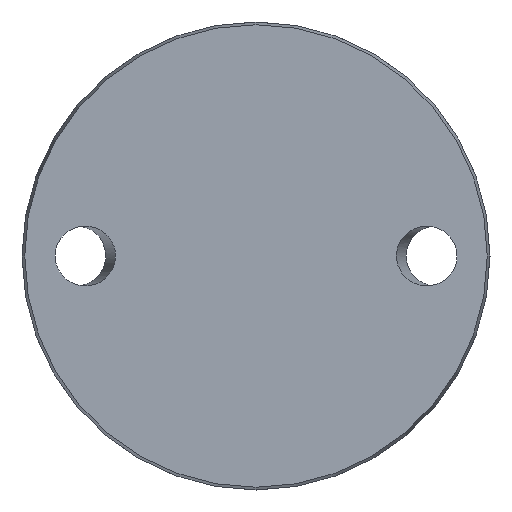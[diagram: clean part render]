
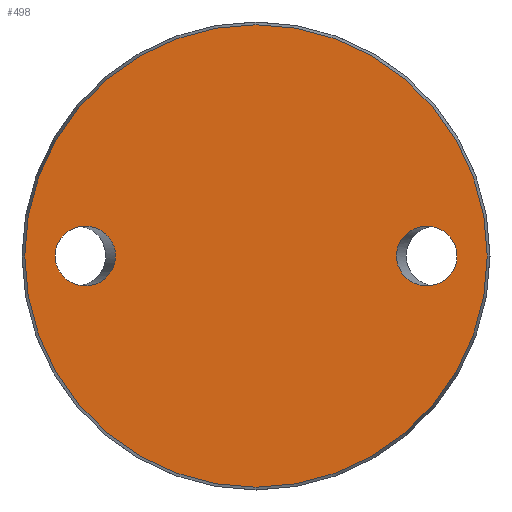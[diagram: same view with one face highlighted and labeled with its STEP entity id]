
A CAD part, front view. The second image highlights one B-rep face of the part: STEP entity #498.
In plain terms, the highlighted planar face has unit normal (0, -1, 0).
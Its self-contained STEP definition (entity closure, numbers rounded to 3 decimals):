
#3 = DIRECTION ( 'NONE',  ( 0., 1., 0. ) ) ;
#15 = PLANE ( 'NONE',  #620 ) ;
#19 = DIRECTION ( 'NONE',  ( 0., 0., -1. ) ) ;
#46 = CARTESIAN_POINT ( 'NONE',  ( 29.413, 0., 0. ) ) ;
#49 = ORIENTED_EDGE ( 'NONE', *, *, #336, .T. ) ;
#54 = CARTESIAN_POINT ( 'NONE',  ( 42.087, 0., -12.5 ) ) ;
#63 = CARTESIAN_POINT ( 'NONE',  ( -42.087, 0., 12.5 ) ) ;
#68 = CARTESIAN_POINT ( 'NONE',  ( -42.087, 0., 0. ) ) ;
#76 = CARTESIAN_POINT ( 'NONE',  ( 29.413, 0., -12.5 ) ) ;
#78 = CARTESIAN_POINT ( 'NONE',  ( -48.425, 0., 0. ) ) ;
#108 = VERTEX_POINT ( 'NONE', #175 ) ;
#117 = CARTESIAN_POINT ( 'NONE',  ( -42.087, 0., 0. ) ) ;
#120 = ORIENTED_EDGE ( 'NONE', *, *, #706, .T. ) ;
#148 = DIRECTION ( 'NONE',  ( 0., 0., 1. ) ) ;
#151 = FACE_BOUND ( 'NONE', #884, .T. ) ;
#161 = CARTESIAN_POINT ( 'NONE',  ( 0., 0., 0. ) ) ;
#175 = CARTESIAN_POINT ( 'NONE',  ( 0., 0., -48.425 ) ) ;
#244 = CARTESIAN_POINT ( 'NONE',  ( 29.413, 0., 0. ) ) ;
#280 = CARTESIAN_POINT ( 'NONE',  ( -42.087, 0., -12.5 ) ) ;
#301 = CARTESIAN_POINT ( 'NONE',  ( 29.413, 0., 12.5 ) ) ;
#336 = EDGE_CURVE ( 'NONE', #353, #353, #930, .T. ) ;
#353 = VERTEX_POINT ( 'NONE', #117 ) ;
#450 = CARTESIAN_POINT ( 'NONE',  ( 42.087, 0., 0. ) ) ;
#473 =( BOUNDED_CURVE ( )  B_SPLINE_CURVE ( 3, ( #46, #76, #54, #450, #885, #301, #875 ),
 .UNSPECIFIED., .T., .T. ) 
 B_SPLINE_CURVE_WITH_KNOTS ( ( 4, 3, 4 ),
 ( 0., 3.142, 6.283 ),
 .UNSPECIFIED. ) 
 CURVE ( )  GEOMETRIC_REPRESENTATION_ITEM ( )  RATIONAL_B_SPLINE_CURVE ( ( 1., 0.333, 0.333, 1., 0.333, 0.333, 1. ) ) 
 REPRESENTATION_ITEM ( '' )  );
#497 = CARTESIAN_POINT ( 'NONE',  ( -42.087, 0., 0. ) ) ;
#498 = ADVANCED_FACE ( 'NONE', ( #151, #678, #812 ), #15, .F. ) ;
#512 = CARTESIAN_POINT ( 'NONE',  ( -29.413, 0., 0. ) ) ;
#549 = EDGE_CURVE ( 'NONE', #619, #619, #473, .T. ) ;
#619 = VERTEX_POINT ( 'NONE', #244 ) ;
#620 = AXIS2_PLACEMENT_3D ( 'NONE', #78, #3, #148 ) ;
#623 = ORIENTED_EDGE ( 'NONE', *, *, #549, .F. ) ;
#656 = CARTESIAN_POINT ( 'NONE',  ( -29.413, 0., -12.5 ) ) ;
#678 = FACE_BOUND ( 'NONE', #897, .T. ) ;
#698 = AXIS2_PLACEMENT_3D ( 'NONE', #161, #749, #19 ) ;
#706 = EDGE_CURVE ( 'NONE', #108, #108, #878, .T. ) ;
#749 = DIRECTION ( 'NONE',  ( 0., -1., 0. ) ) ;
#812 = FACE_OUTER_BOUND ( 'NONE', #856, .T. ) ;
#856 = EDGE_LOOP ( 'NONE', ( #120 ) ) ;
#875 = CARTESIAN_POINT ( 'NONE',  ( 29.413, 0., 0. ) ) ;
#878 = CIRCLE ( 'NONE', #698, 48.425 ) ;
#884 = EDGE_LOOP ( 'NONE', ( #49 ) ) ;
#885 = CARTESIAN_POINT ( 'NONE',  ( 42.087, 0., 12.5 ) ) ;
#897 = EDGE_LOOP ( 'NONE', ( #623 ) ) ;
#930 =( BOUNDED_CURVE ( )  B_SPLINE_CURVE ( 3, ( #68, #63, #940, #512, #656, #280, #497 ),
 .UNSPECIFIED., .T., .T. ) 
 B_SPLINE_CURVE_WITH_KNOTS ( ( 4, 3, 4 ),
 ( 0., 3.142, 6.283 ),
 .UNSPECIFIED. ) 
 CURVE ( )  GEOMETRIC_REPRESENTATION_ITEM ( )  RATIONAL_B_SPLINE_CURVE ( ( 1., 0.333, 0.333, 1., 0.333, 0.333, 1. ) ) 
 REPRESENTATION_ITEM ( '' )  );
#940 = CARTESIAN_POINT ( 'NONE',  ( -29.413, 0., 12.5 ) ) ;
